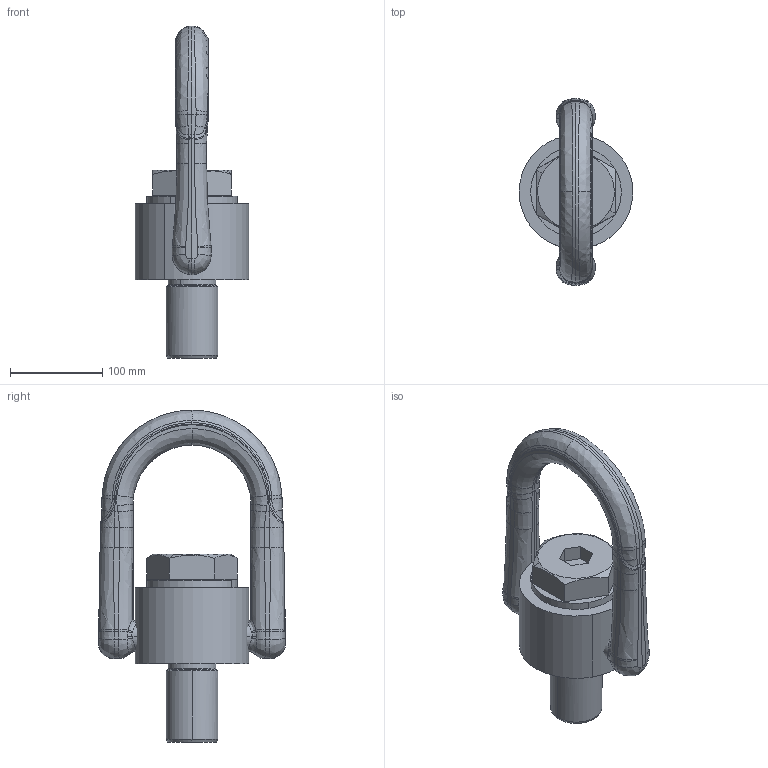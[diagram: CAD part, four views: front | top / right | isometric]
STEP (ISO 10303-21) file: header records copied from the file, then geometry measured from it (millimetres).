
FILE_DESCRIPTION(('CATIA V5 STEP Exchange'),'2;1');
FILE_NAME('YK8231-220A.stp','2016-03-29T06:40:53+00:00',('none'),('none'),'CATIA Version 5 Release 21 GA (IN-10)','CATIA V5 STEP AP203','none');
FILE_SCHEMA(('CONFIG_CONTROL_DESIGN'));
Length unit declared in the file: millimetre
Products named in the file (1): YK8231-220A
Assembly tree (3 placements, depth 2):
  YK8231-220A
    #58
    #1201
    #28877
Bounding box: 122.97 x 202.38 x 358.99 mm (x, y, z)
Volume: 2280301.4 mm3; surface area: 186795.7 mm2
Topology: 3 solids, 3 shells, 466 faces, 1052 edges, 596 vertices
Faces by surface type: bspline 268, plane 84, cylinder 80, cone 20, torus 14
Entity records: 29035 total; most frequent: CARTESIAN_POINT 21233, ORIENTED_EDGE 2104, EDGE_CURVE 1052, B_SPLINE_CURVE_WITH_KNOTS 752, DIRECTION 616, VERTEX_POINT 596, EDGE_LOOP 470, ADVANCED_FACE 466
